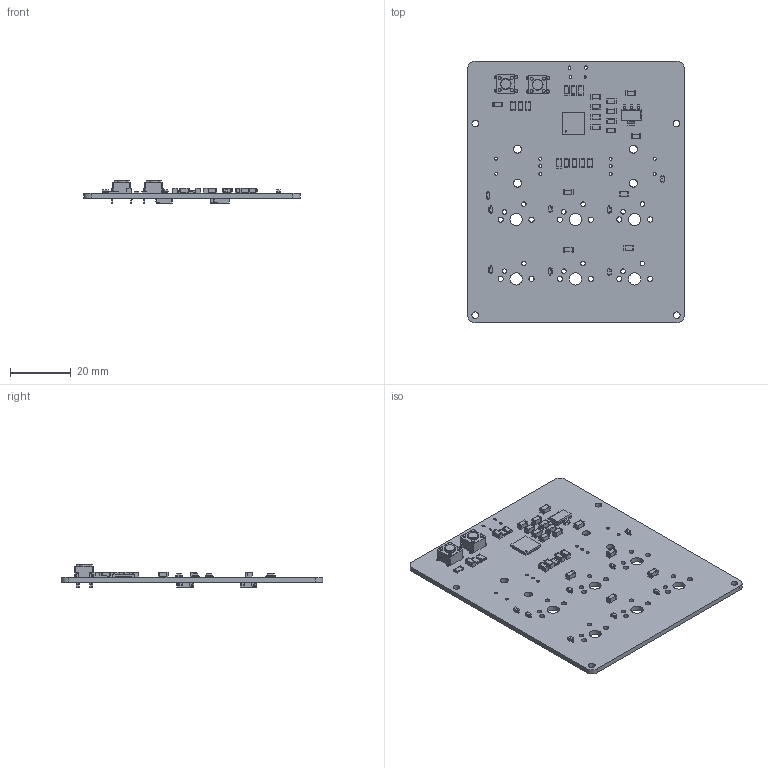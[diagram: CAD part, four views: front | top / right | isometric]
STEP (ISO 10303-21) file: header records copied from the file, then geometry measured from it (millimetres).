
FILE_DESCRIPTION(('KiCad electronic assembly'),'2;1');
FILE_NAME('rp2040_pad.step','2025-01-18T17:08:26',('Pcbnew'),('Kicad'), 'Open CASCADE STEP processor 7.8','KiCad to STEP converter','Unknown' );
FILE_SCHEMA(('AUTOMOTIVE_DESIGN { 1 0 10303 214 1 1 1 1 }'));
Length unit declared in the file: millimetre
Products named in the file (16): rp2040_pad 1; C_1206_3216Metric; D_SOD-323; D_SOD_323; R_1206_3216Metric; SW_PUSH_6mm; SOT-223; SOT_223; QFN-56-1EP_7x7mm_P0.4mm_EP3.2x3.2mm; QFN_56_1EP_7x7mm_P04mm_EP32x32mm; LED_WS2812B_PLCC4_5.0x5.0mm_P3.2mm; LED_WS2812B_PLCC4_50x50mm_P32mm; rp2040_pad_PCB
Assembly tree (50 placements, depth 3):
  rp2040_pad 1
    C_1206_3216Metric  x20
      C_1206_3216Metric
    D_SOD-323  x8
      D_SOD_323
    R_1206_3216Metric  x6
      R_1206_3216Metric
    SW_PUSH_6mm  x2
      SW_PUSH_6mm
    SOT-223
      SOT_223
    QFN-56-1EP_7x7mm_P0.4mm_EP3.2x3.2mm
      QFN_56_1EP_7x7mm_P04mm_EP32x32mm
    LED_WS2812B_PLCC4_5.0x5.0mm_P3.2mm  x4
      LED_WS2812B_PLCC4_50x50mm_P32mm
    rp2040_pad_PCB
Bounding box: 71.27 x 86.06 x 7.8 mm (x, y, z)
Volume: 10203.3 mm3; surface area: 14594.7 mm2
Topology: 43 solids, 43 shells, 2244 faces, 5932 edges, 3822 vertices
Faces by surface type: plane 1407, cylinder 607, bspline 224, cone 4, torus 2
Full cylindrical faces by diameter (mm): 0.4 x1, 1 x18, 1.1 x8, 1.5 x12, 1.7 x12, 2.2 x4, 2.6 x4, 3.333 x4, 3.5 x2, 4 x6
Entity records: 28986 total; most frequent: CARTESIAN_POINT 4752, ORIENTED_EDGE 4504, DIRECTION 4176, EDGE_CURVE 2252, LINE 1858, VECTOR 1858, VERTEX_POINT 1471, AXIS2_PLACEMENT_3D 1159
